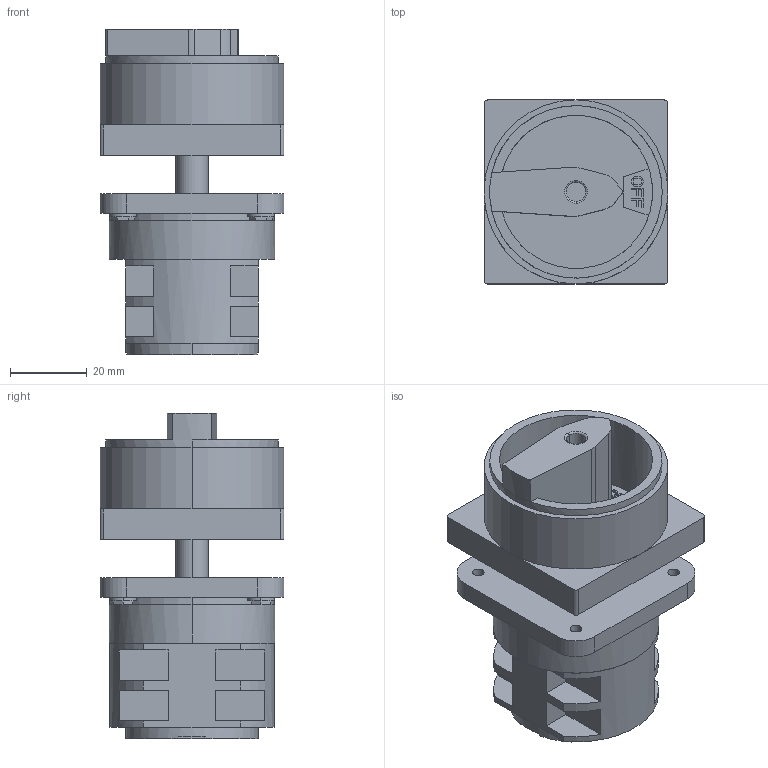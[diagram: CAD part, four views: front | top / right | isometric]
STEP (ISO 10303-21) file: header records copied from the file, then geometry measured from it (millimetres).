
FILE_DESCRIPTION((''),'2;1');
FILE_NAME('LW26GS-2004_M2','2024-01-11T',('maomao.wang'),(''),'PRO/ENGINEER BY PARAMETRIC TECHNOLOGY CORPORATION, 2015440','PRO/ENGINEER BY PARAMETRIC TECHNOLOGY CORPORATION, 2015440','');
FILE_SCHEMA(('CONFIG_CONTROL_DESIGN'));
Length unit declared in the file: millimetre
Products named in the file (1): LW26GS-2004_M2
Bounding box: 48 x 48 x 85 mm (x, y, z)
Volume: 78894 mm3; surface area: 27920.3 mm2
Topology: 1 solids, 1 shells, 283 faces, 762 edges, 510 vertices
Faces by surface type: plane 217, cylinder 64, torus 2
Entity records: 8906 total; most frequent: CARTESIAN_POINT 1555, ORIENTED_EDGE 1524, DIRECTION 1496, EDGE_CURVE 762, VECTOR 594, LINE 594, VERTEX_POINT 510, AXIS2_PLACEMENT_3D 451
